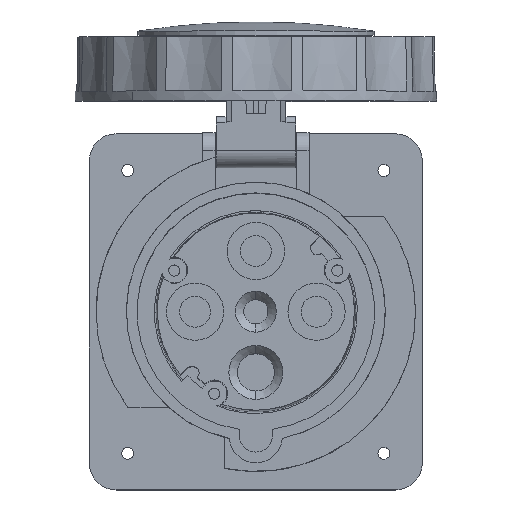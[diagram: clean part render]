
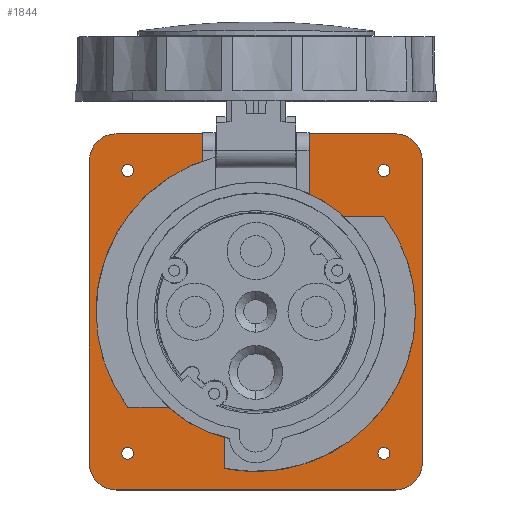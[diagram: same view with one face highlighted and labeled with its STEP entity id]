
A CAD part, top view. The second image highlights one B-rep face of the part: STEP entity #1844.
In plain terms, the highlighted face is planar.
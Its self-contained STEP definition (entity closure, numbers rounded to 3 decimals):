
#230=CARTESIAN_POINT('',(-42.,-45.5,-28.5));
#231=DIRECTION('',(0.,0.,1.));
#232=DIRECTION('',(-1.,0.,0.));
#233=AXIS2_PLACEMENT_3D('',#230,#231,#232);
#235=DIRECTION('',(1.,0.,0.));
#236=VECTOR('',#235,84.);
#237=CARTESIAN_POINT('',(-42.,-53.5,-28.5));
#238=LINE('',#237,#236);
#239=CARTESIAN_POINT('',(42.,-45.5,-28.5));
#240=DIRECTION('',(0.,0.,1.));
#241=DIRECTION('',(0.,-1.,0.));
#242=AXIS2_PLACEMENT_3D('',#239,#240,#241);
#244=DIRECTION('',(0.,1.,0.));
#245=VECTOR('',#244,91.);
#246=CARTESIAN_POINT('',(50.,-45.5,-28.5));
#247=LINE('',#246,#245);
#248=CARTESIAN_POINT('',(42.,45.5,-28.5));
#249=DIRECTION('',(0.,0.,1.));
#250=DIRECTION('',(1.,0.,0.));
#251=AXIS2_PLACEMENT_3D('',#248,#249,#250);
#253=DIRECTION('',(-1.,0.,0.));
#254=VECTOR('',#253,84.);
#255=CARTESIAN_POINT('',(42.,53.5,-28.5));
#256=LINE('',#255,#254);
#257=CARTESIAN_POINT('',(-42.,45.5,-28.5));
#258=DIRECTION('',(0.,0.,1.));
#259=DIRECTION('',(0.,1.,0.));
#260=AXIS2_PLACEMENT_3D('',#257,#258,#259);
#262=DIRECTION('',(-1.,0.,0.));
#263=VECTOR('',#262,0.549);
#264=CARTESIAN_POINT('',(16.,35.7,-28.5));
#265=LINE('',#264,#263);
#266=CARTESIAN_POINT('',(0.,0.,-28.5));
#267=DIRECTION('',(0.,0.,-1.));
#268=DIRECTION('',(0.397,0.918,0.));
#269=AXIS2_PLACEMENT_3D('',#266,#267,#268);
#271=CARTESIAN_POINT('',(0.,-37.4,-28.5));
#272=DIRECTION('',(0.,0.,-1.));
#273=DIRECTION('',(0.996,-0.084,0.));
#274=AXIS2_PLACEMENT_3D('',#271,#272,#273);
#276=CARTESIAN_POINT('',(0.,0.,-28.5));
#277=DIRECTION('',(0.,0.,-1.));
#278=DIRECTION('',(-0.205,-0.979,0.));
#279=AXIS2_PLACEMENT_3D('',#276,#277,#278);
#281=CARTESIAN_POINT('',(-38.5,-42.5,-28.5));
#282=DIRECTION('',(0.,0.,-1.));
#283=DIRECTION('',(-1.,0.,0.));
#284=AXIS2_PLACEMENT_3D('',#281,#282,#283);
#286=CARTESIAN_POINT('',(-38.5,-42.5,-28.5));
#287=DIRECTION('',(0.,0.,-1.));
#288=DIRECTION('',(1.,0.,0.));
#289=AXIS2_PLACEMENT_3D('',#286,#287,#288);
#291=CARTESIAN_POINT('',(-38.5,42.5,-28.5));
#292=DIRECTION('',(0.,0.,-1.));
#293=DIRECTION('',(-1.,0.,0.));
#294=AXIS2_PLACEMENT_3D('',#291,#292,#293);
#296=CARTESIAN_POINT('',(-38.5,42.5,-28.5));
#297=DIRECTION('',(0.,0.,-1.));
#298=DIRECTION('',(1.,0.,0.));
#299=AXIS2_PLACEMENT_3D('',#296,#297,#298);
#301=CARTESIAN_POINT('',(38.5,42.5,-28.5));
#302=DIRECTION('',(0.,0.,-1.));
#303=DIRECTION('',(-1.,0.,0.));
#304=AXIS2_PLACEMENT_3D('',#301,#302,#303);
#306=CARTESIAN_POINT('',(38.5,42.5,-28.5));
#307=DIRECTION('',(0.,0.,-1.));
#308=DIRECTION('',(1.,0.,0.));
#309=AXIS2_PLACEMENT_3D('',#306,#307,#308);
#311=CARTESIAN_POINT('',(38.5,-42.5,-28.5));
#312=DIRECTION('',(0.,0.,-1.));
#313=DIRECTION('',(-1.,0.,0.));
#314=AXIS2_PLACEMENT_3D('',#311,#312,#313);
#316=CARTESIAN_POINT('',(38.5,-42.5,-28.5));
#317=DIRECTION('',(0.,0.,-1.));
#318=DIRECTION('',(1.,0.,0.));
#319=AXIS2_PLACEMENT_3D('',#316,#317,#318);
#321=DIRECTION('',(0.,1.,0.));
#322=VECTOR('',#321,91.);
#323=CARTESIAN_POINT('',(-50.,-45.5,-28.5));
#324=LINE('',#323,#322);
#886=DIRECTION('',(-1.,0.,0.));
#887=VECTOR('',#886,32.);
#888=CARTESIAN_POINT('',(16.,46.599,-28.5));
#889=LINE('',#888,#887);
#915=DIRECTION('',(0.,1.,0.));
#916=VECTOR('',#915,10.899);
#917=CARTESIAN_POINT('',(16.,35.7,-28.5));
#918=LINE('',#917,#916);
#1051=DIRECTION('',(0.,-1.,0.));
#1052=VECTOR('',#1051,10.899);
#1053=CARTESIAN_POINT('',(-16.,46.599,-28.5));
#1054=LINE('',#1053,#1052);
#1069=DIRECTION('',(1.,0.,0.));
#1070=VECTOR('',#1069,0.549);
#1071=CARTESIAN_POINT('',(-16.,35.7,-28.5));
#1072=LINE('',#1071,#1070);
#1220=CARTESIAN_POINT('',(7.972,-38.074,-28.5));
#1221=VERTEX_POINT('',#1220);
#1222=CARTESIAN_POINT('',(15.451,35.7,-28.5));
#1223=VERTEX_POINT('',#1222);
#1238=CARTESIAN_POINT('',(-15.451,35.7,-28.5));
#1239=VERTEX_POINT('',#1238);
#1240=CARTESIAN_POINT('',(-7.972,-38.074,-28.5));
#1241=VERTEX_POINT('',#1240);
#1265=CARTESIAN_POINT('',(-50.,-45.5,-28.5));
#1266=CARTESIAN_POINT('',(-50.,45.5,-28.5));
#1267=VERTEX_POINT('',#1265);
#1268=VERTEX_POINT('',#1266);
#1269=CARTESIAN_POINT('',(-42.,-53.5,-28.5));
#1270=VERTEX_POINT('',#1269);
#1271=CARTESIAN_POINT('',(42.,-53.5,-28.5));
#1272=VERTEX_POINT('',#1271);
#1273=CARTESIAN_POINT('',(50.,-45.5,-28.5));
#1274=VERTEX_POINT('',#1273);
#1275=CARTESIAN_POINT('',(50.,45.5,-28.5));
#1276=VERTEX_POINT('',#1275);
#1277=CARTESIAN_POINT('',(42.,53.5,-28.5));
#1278=VERTEX_POINT('',#1277);
#1279=CARTESIAN_POINT('',(-42.,53.5,-28.5));
#1280=VERTEX_POINT('',#1279);
#1281=CARTESIAN_POINT('',(16.,46.599,-28.5));
#1282=CARTESIAN_POINT('',(-16.,46.599,-28.5));
#1283=VERTEX_POINT('',#1281);
#1284=VERTEX_POINT('',#1282);
#1285=CARTESIAN_POINT('',(16.,35.7,-28.5));
#1286=VERTEX_POINT('',#1285);
#1287=CARTESIAN_POINT('',(-16.,35.7,-28.5));
#1288=VERTEX_POINT('',#1287);
#1289=CARTESIAN_POINT('',(-40.3,-42.5,-28.5));
#1290=CARTESIAN_POINT('',(-36.7,-42.5,-28.5));
#1291=VERTEX_POINT('',#1289);
#1292=VERTEX_POINT('',#1290);
#1293=CARTESIAN_POINT('',(-40.3,42.5,-28.5));
#1294=CARTESIAN_POINT('',(-36.7,42.5,-28.5));
#1295=VERTEX_POINT('',#1293);
#1296=VERTEX_POINT('',#1294);
#1297=CARTESIAN_POINT('',(36.7,42.5,-28.5));
#1298=CARTESIAN_POINT('',(40.3,42.5,-28.5));
#1299=VERTEX_POINT('',#1297);
#1300=VERTEX_POINT('',#1298);
#1301=CARTESIAN_POINT('',(36.7,-42.5,-28.5));
#1302=CARTESIAN_POINT('',(40.3,-42.5,-28.5));
#1303=VERTEX_POINT('',#1301);
#1304=VERTEX_POINT('',#1302);
#1782=CARTESIAN_POINT('',(0.,0.,-28.5));
#1783=DIRECTION('',(0.,0.,1.));
#1784=DIRECTION('',(1.,0.,0.));
#1785=AXIS2_PLACEMENT_3D('',#1782,#1783,#1784);
#1786=PLANE('',#1785);
#1788=ORIENTED_EDGE('',*,*,#1787,.F.);
#1790=ORIENTED_EDGE('',*,*,#1789,.T.);
#1792=ORIENTED_EDGE('',*,*,#1791,.T.);
#1794=ORIENTED_EDGE('',*,*,#1793,.T.);
#1796=ORIENTED_EDGE('',*,*,#1795,.T.);
#1798=ORIENTED_EDGE('',*,*,#1797,.T.);
#1800=ORIENTED_EDGE('',*,*,#1799,.T.);
#1802=ORIENTED_EDGE('',*,*,#1801,.T.);
#1803=EDGE_LOOP('',(#1788,#1790,#1792,#1794,#1796,#1798,#1800,#1802));
#1804=FACE_OUTER_BOUND('',#1803,.F.);
#1806=ORIENTED_EDGE('',*,*,#1805,.F.);
#1808=ORIENTED_EDGE('',*,*,#1807,.F.);
#1810=ORIENTED_EDGE('',*,*,#1809,.T.);
#1811=ORIENTED_EDGE('',*,*,#1600,.T.);
#1812=ORIENTED_EDGE('',*,*,#1773,.T.);
#1813=ORIENTED_EDGE('',*,*,#1618,.T.);
#1815=ORIENTED_EDGE('',*,*,#1814,.F.);
#1817=ORIENTED_EDGE('',*,*,#1816,.F.);
#1818=EDGE_LOOP('',(#1806,#1808,#1810,#1811,#1812,#1813,#1815,#1817));
#1819=FACE_BOUND('',#1818,.F.);
#1821=ORIENTED_EDGE('',*,*,#1820,.T.);
#1823=ORIENTED_EDGE('',*,*,#1822,.T.);
#1824=EDGE_LOOP('',(#1821,#1823));
#1825=FACE_BOUND('',#1824,.F.);
#1827=ORIENTED_EDGE('',*,*,#1826,.T.);
#1829=ORIENTED_EDGE('',*,*,#1828,.T.);
#1830=EDGE_LOOP('',(#1827,#1829));
#1831=FACE_BOUND('',#1830,.F.);
#1833=ORIENTED_EDGE('',*,*,#1832,.T.);
#1835=ORIENTED_EDGE('',*,*,#1834,.T.);
#1836=EDGE_LOOP('',(#1833,#1835));
#1837=FACE_BOUND('',#1836,.F.);
#1839=ORIENTED_EDGE('',*,*,#1838,.T.);
#1841=ORIENTED_EDGE('',*,*,#1840,.T.);
#1842=EDGE_LOOP('',(#1839,#1841));
#1843=FACE_BOUND('',#1842,.F.);
#1844=ADVANCED_FACE('',(#1804,#1819,#1825,#1831,#1837,#1843),#1786,.F.);
#234=CIRCLE('',#233,8.);
#243=CIRCLE('',#242,8.);
#252=CIRCLE('',#251,8.);
#261=CIRCLE('',#260,8.);
#270=CIRCLE('',#269,38.9);
#275=CIRCLE('',#274,8.);
#280=CIRCLE('',#279,38.9);
#285=CIRCLE('',#284,1.8);
#290=CIRCLE('',#289,1.8);
#295=CIRCLE('',#294,1.8);
#300=CIRCLE('',#299,1.8);
#305=CIRCLE('',#304,1.8);
#310=CIRCLE('',#309,1.8);
#315=CIRCLE('',#314,1.8);
#320=CIRCLE('',#319,1.8);
#1600=EDGE_CURVE('',#1223,#1221,#270,.T.);
#1618=EDGE_CURVE('',#1241,#1239,#280,.T.);
#1773=EDGE_CURVE('',#1221,#1241,#275,.T.);
#1787=EDGE_CURVE('',#1267,#1268,#324,.T.);
#1789=EDGE_CURVE('',#1267,#1270,#234,.T.);
#1791=EDGE_CURVE('',#1270,#1272,#238,.T.);
#1793=EDGE_CURVE('',#1272,#1274,#243,.T.);
#1795=EDGE_CURVE('',#1274,#1276,#247,.T.);
#1797=EDGE_CURVE('',#1276,#1278,#252,.T.);
#1799=EDGE_CURVE('',#1278,#1280,#256,.T.);
#1801=EDGE_CURVE('',#1280,#1268,#261,.T.);
#1805=EDGE_CURVE('',#1283,#1284,#889,.T.);
#1807=EDGE_CURVE('',#1286,#1283,#918,.T.);
#1809=EDGE_CURVE('',#1286,#1223,#265,.T.);
#1814=EDGE_CURVE('',#1288,#1239,#1072,.T.);
#1816=EDGE_CURVE('',#1284,#1288,#1054,.T.);
#1820=EDGE_CURVE('',#1291,#1292,#285,.T.);
#1822=EDGE_CURVE('',#1292,#1291,#290,.T.);
#1826=EDGE_CURVE('',#1295,#1296,#295,.T.);
#1828=EDGE_CURVE('',#1296,#1295,#300,.T.);
#1832=EDGE_CURVE('',#1299,#1300,#305,.T.);
#1834=EDGE_CURVE('',#1300,#1299,#310,.T.);
#1838=EDGE_CURVE('',#1303,#1304,#315,.T.);
#1840=EDGE_CURVE('',#1304,#1303,#320,.T.);
